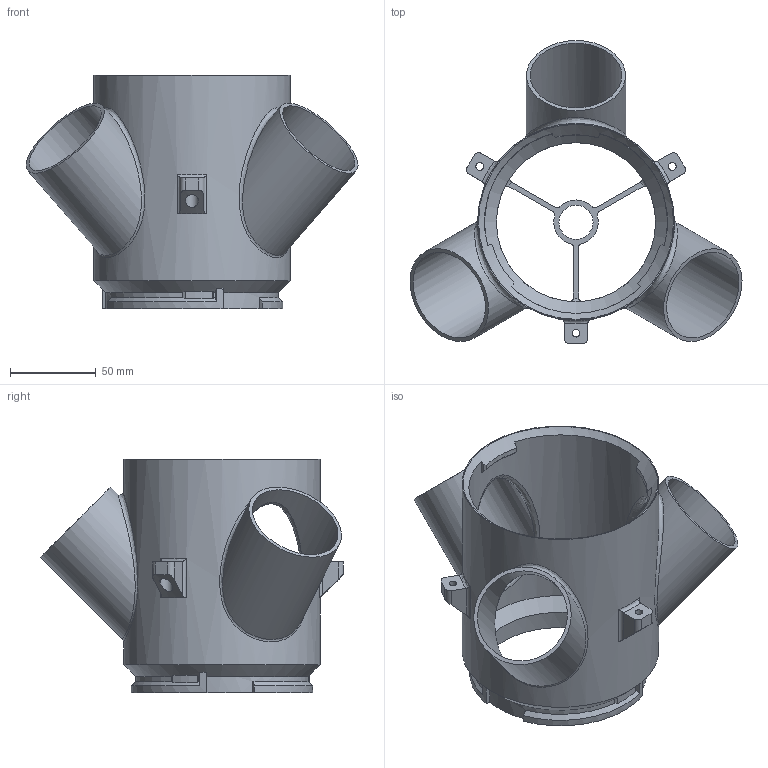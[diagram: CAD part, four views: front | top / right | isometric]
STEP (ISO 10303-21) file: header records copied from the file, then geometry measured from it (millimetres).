
FILE_DESCRIPTION(/* description */ ('STEP AP203'),/* implementation_level */ '2;1');
FILE_NAME(/* name */ 'ModularPlanting3WayOpen v3.step',/* time_stamp */ '2025-06-01T20:32:05-03:00',/* author */ (''),/* organization */ (''),/* preprocessor_version */ 'ST-DEVELOPER v20.1',/* originating_system */ 'Autodesk Translation Framework v14.4.0.0',/* authorisation */ '');
FILE_SCHEMA (('AUTOMOTIVE_DESIGN { 1 0 10303 214 3 1 1 }'));
Length unit declared in the file: millimetre
Products named in the file (1): 3-Way_Planting_Module_Hollow
Bounding box: 194.04 x 177.07 x 136.5 mm (x, y, z)
Volume: 215650.7 mm3; surface area: 132233.4 mm2
Topology: 1 solids, 1 shells, 136 faces, 396 edges, 265 vertices
Faces by surface type: cylinder 58, plane 51, cone 15, bspline 6, torus 6
Full cylindrical faces by diameter (mm): 4.5 x3, 7.5 x3, 20 x1, 53.5 x3, 58 x3, 93 x1, 107 x1, 115 x1
Entity records: 6384 total; most frequent: CARTESIAN_POINT 2725, ORIENTED_EDGE 792, DIRECTION 734, EDGE_CURVE 396, AXIS2_PLACEMENT_3D 276, VERTEX_POINT 265, LINE 182, VECTOR 182
